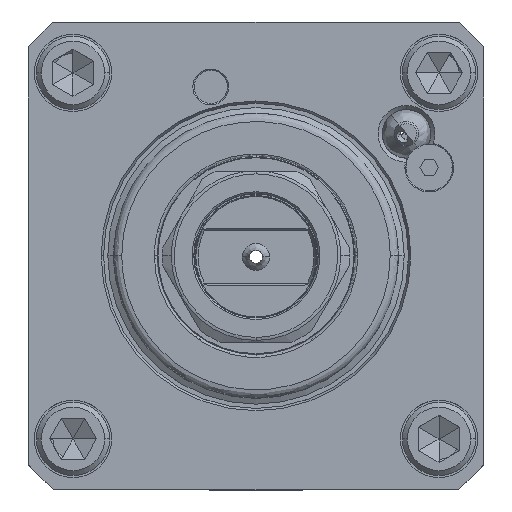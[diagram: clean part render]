
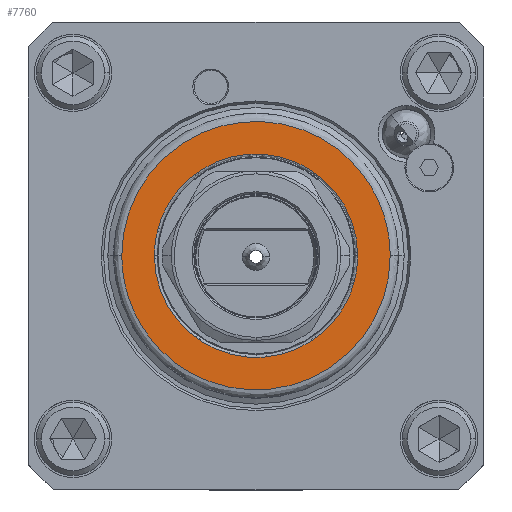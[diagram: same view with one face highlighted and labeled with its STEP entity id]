
A CAD part, top view. The second image highlights one B-rep face of the part: STEP entity #7760.
In plain terms, the highlighted planar face has unit normal (0, 0, 1).
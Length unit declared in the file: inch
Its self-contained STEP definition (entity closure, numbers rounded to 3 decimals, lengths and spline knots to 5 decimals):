
#507 = CARTESIAN_POINT ( 'NONE',  ( -1.29921, 0., 2.3622 ) ) ;
#1116 = CARTESIAN_POINT ( 'NONE',  ( -1.29921, 0., 2.3622 ) ) ;
#1581 = CARTESIAN_POINT ( 'NONE',  ( 1.29921, 2.59843, 2.3622 ) ) ;
#2620 = ORIENTED_EDGE ( 'NONE', *, *, #12650, .F. ) ;
#2726 = CARTESIAN_POINT ( 'NONE',  ( -0.98425, 0., 2.3622 ) ) ;
#2922 = EDGE_LOOP ( 'NONE', ( #15223, #9025 ) ) ;
#3224 = FACE_OUTER_BOUND ( 'NONE', #11843, .T. ) ;
#3963 = EDGE_CURVE ( 'NONE', #13724, #4794, #11167, .T. ) ;
#4053 = CARTESIAN_POINT ( 'NONE',  ( 1.29921, 0., 2.3622 ) ) ;
#4794 = VERTEX_POINT ( 'NONE', #9920 ) ;
#5323 = CARTESIAN_POINT ( 'NONE',  ( 1.29921, 0., 2.3622 ) ) ;
#5754 =( BOUNDED_CURVE ( )  B_SPLINE_CURVE ( 3, ( #13700, #11352, #10248, #507 ),
 .UNSPECIFIED., .F., .T. ) 
 B_SPLINE_CURVE_WITH_KNOTS ( ( 4, 4 ),
 ( 0., 1. ),
 .UNSPECIFIED. ) 
 CURVE ( )  GEOMETRIC_REPRESENTATION_ITEM ( )  RATIONAL_B_SPLINE_CURVE ( ( 1., 0.333, 0.333, 1. ) ) 
 REPRESENTATION_ITEM ( '' )  );
#6010 = CARTESIAN_POINT ( 'NONE',  ( 0.98425, -1.9685, 2.3622 ) ) ;
#6346 = CARTESIAN_POINT ( 'NONE',  ( -1.29921, 0., 2.3622 ) ) ;
#7248 = CARTESIAN_POINT ( 'NONE',  ( -0.98425, 0., 2.3622 ) ) ;
#7744 = DIRECTION ( 'NONE',  ( 0., 0., -1. ) ) ;
#7760 = ADVANCED_FACE ( 'NONE', ( #3224, #8074 ), #12865, .F. ) ;
#8074 = FACE_BOUND ( 'NONE', #2922, .T. ) ;
#8079 = VERTEX_POINT ( 'NONE', #4053 ) ;
#8540 = CARTESIAN_POINT ( 'NONE',  ( -0.98425, -1.9685, 2.3622 ) ) ;
#8804 = CARTESIAN_POINT ( 'NONE',  ( -1.29921, 2.59843, 2.3622 ) ) ;
#9025 = ORIENTED_EDGE ( 'NONE', *, *, #9900, .F. ) ;
#9900 = EDGE_CURVE ( 'NONE', #4794, #13724, #11047, .T. ) ;
#9920 = CARTESIAN_POINT ( 'NONE',  ( 0.98425, 0., 2.3622 ) ) ;
#9999 = EDGE_CURVE ( 'NONE', #11177, #8079, #10168, .T. ) ;
#10168 =( BOUNDED_CURVE ( )  B_SPLINE_CURVE ( 3, ( #6346, #8804, #1581, #5323 ),
 .UNSPECIFIED., .F., .F. ) 
 B_SPLINE_CURVE_WITH_KNOTS ( ( 4, 4 ),
 ( 0., 1. ),
 .UNSPECIFIED. ) 
 CURVE ( )  GEOMETRIC_REPRESENTATION_ITEM ( )  RATIONAL_B_SPLINE_CURVE ( ( 1., 0.333, 0.333, 1. ) ) 
 REPRESENTATION_ITEM ( '' )  );
#10248 = CARTESIAN_POINT ( 'NONE',  ( -1.29921, -2.59843, 2.3622 ) ) ;
#10967 = ORIENTED_EDGE ( 'NONE', *, *, #9999, .F. ) ;
#11047 =( BOUNDED_CURVE ( )  B_SPLINE_CURVE ( 3, ( #12262, #15601, #13222, #7248 ),
 .UNSPECIFIED., .F., .F. ) 
 B_SPLINE_CURVE_WITH_KNOTS ( ( 4, 4 ),
 ( 0., 1. ),
 .UNSPECIFIED. ) 
 CURVE ( )  GEOMETRIC_REPRESENTATION_ITEM ( )  RATIONAL_B_SPLINE_CURVE ( ( 1., 0.333, 0.333, 1. ) ) 
 REPRESENTATION_ITEM ( '' )  );
#11167 =( BOUNDED_CURVE ( )  B_SPLINE_CURVE ( 3, ( #14382, #8540, #6010, #15635 ),
 .UNSPECIFIED., .F., .F. ) 
 B_SPLINE_CURVE_WITH_KNOTS ( ( 4, 4 ),
 ( 0., 1. ),
 .UNSPECIFIED. ) 
 CURVE ( )  GEOMETRIC_REPRESENTATION_ITEM ( )  RATIONAL_B_SPLINE_CURVE ( ( 1., 0.333, 0.333, 1. ) ) 
 REPRESENTATION_ITEM ( '' )  );
#11177 = VERTEX_POINT ( 'NONE', #1116 ) ;
#11352 = CARTESIAN_POINT ( 'NONE',  ( 1.29921, -2.59843, 2.3622 ) ) ;
#11606 = CARTESIAN_POINT ( 'NONE',  ( 0., 0., 2.3622 ) ) ;
#11843 = EDGE_LOOP ( 'NONE', ( #2620, #10967 ) ) ;
#12262 = CARTESIAN_POINT ( 'NONE',  ( 0.98425, 0., 2.3622 ) ) ;
#12650 = EDGE_CURVE ( 'NONE', #8079, #11177, #5754, .T. ) ;
#12865 = PLANE ( 'NONE',  #12918 ) ;
#12918 = AXIS2_PLACEMENT_3D ( 'NONE', #11606, #7744, #13890 ) ;
#13222 = CARTESIAN_POINT ( 'NONE',  ( -0.98425, 1.9685, 2.3622 ) ) ;
#13700 = CARTESIAN_POINT ( 'NONE',  ( 1.29921, 0., 2.3622 ) ) ;
#13724 = VERTEX_POINT ( 'NONE', #2726 ) ;
#13890 = DIRECTION ( 'NONE',  ( -1., 0., 0. ) ) ;
#14382 = CARTESIAN_POINT ( 'NONE',  ( -0.98425, 0., 2.3622 ) ) ;
#15223 = ORIENTED_EDGE ( 'NONE', *, *, #3963, .F. ) ;
#15601 = CARTESIAN_POINT ( 'NONE',  ( 0.98425, 1.9685, 2.3622 ) ) ;
#15635 = CARTESIAN_POINT ( 'NONE',  ( 0.98425, 0., 2.3622 ) ) ;
